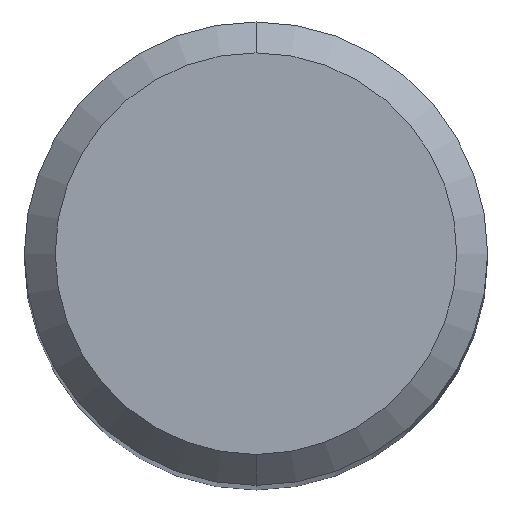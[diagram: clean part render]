
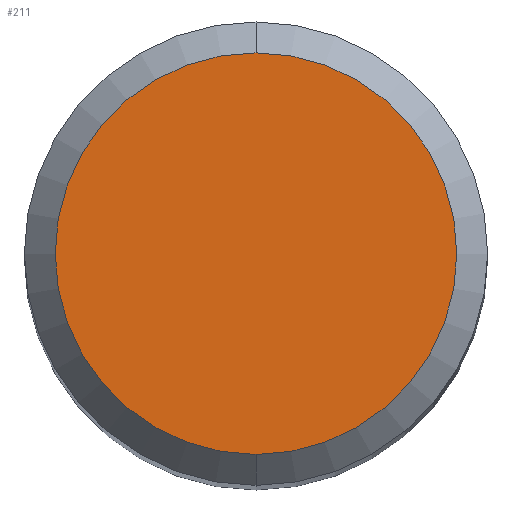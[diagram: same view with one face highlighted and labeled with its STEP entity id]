
A CAD part, top view. The second image highlights one B-rep face of the part: STEP entity #211.
In plain terms, the highlighted planar face has unit normal (0, 0, 1).
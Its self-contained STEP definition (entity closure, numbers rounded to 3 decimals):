
#211=ADVANCED_FACE('',(#544),#545,.T.);
#239=VERTEX_POINT('',#578);
#245=EDGE_CURVE('',#239,#403,#584,.T.);
#353=EDGE_CURVE('',#403,#239,#704,.T.);
#403=VERTEX_POINT('',#758);
#544=FACE_OUTER_BOUND('',#909,.T.);
#545=PLANE('',#910);
#578=CARTESIAN_POINT('',(0.0,2.6,0.));
#584=CIRCLE('',#984,2.6);
#704=CIRCLE('',#1230,2.6);
#758=CARTESIAN_POINT('',(0.,-2.6,0.));
#909=EDGE_LOOP('',(#1573,#1574));
#910=AXIS2_PLACEMENT_3D('',#1575,#1576,#1577);
#984=AXIS2_PLACEMENT_3D('',#1633,#1634,#1635);
#1230=AXIS2_PLACEMENT_3D('',#1761,#1762,#1763);
#1573=ORIENTED_EDGE('',*,*,#245,.F.);
#1574=ORIENTED_EDGE('',*,*,#353,.F.);
#1575=CARTESIAN_POINT('',(0.0,1.3,0.));
#1576=DIRECTION('',(-0.0,0.0,1.0));
#1577=DIRECTION('',(0.0,-1.0,0.0));
#1633=CARTESIAN_POINT('',(0.0,0.0,0.));
#1634=DIRECTION('',(0.0,0.0,-1.0));
#1635=DIRECTION('',(0.0,1.0,0.0));
#1761=CARTESIAN_POINT('',(0.0,0.0,0.));
#1762=DIRECTION('',(0.0,0.0,-1.0));
#1763=DIRECTION('',(0.0,1.0,0.0));
